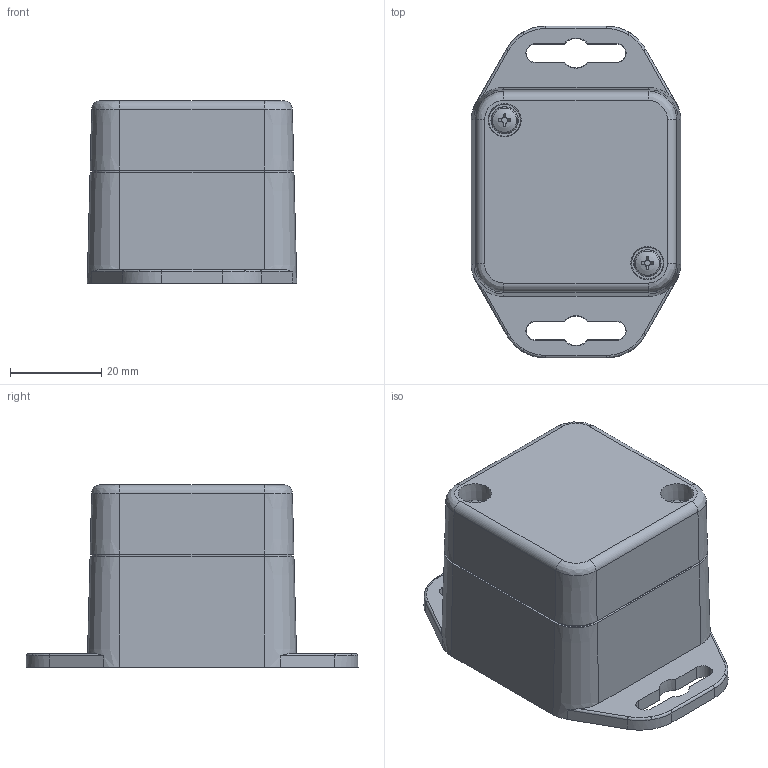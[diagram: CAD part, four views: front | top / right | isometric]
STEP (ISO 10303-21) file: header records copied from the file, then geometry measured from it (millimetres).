
FILE_DESCRIPTION(/* description */ (''),/* implementation_level */ '2;1');
FILE_NAME(/* name */ '2504596_3D.stp',/* time_stamp */ '2022-05-13T10:29:52+02:00',/* author */ ('haertel'),/* organization */ (''),/* preprocessor_version */ 'ST-DEVELOPER v18.1',/* originating_system */ 'Autodesk Inventor 2022',/* authorisation */ '');
FILE_SCHEMA (('AUTOMOTIVE_DESIGN { 1 0 10303 214 3 1 1 }'));
Length unit declared in the file: millimetre
Products named in the file (6): 2504596_3D; 2504596-UT_3D; 2504596-OT_3D; Gasket_1; GWDBU_Pencom_M3 - IN2304 - TMZ-M3-5.2; DIN 7985 M3x17x12
Assembly tree (7 placements, depth 2):
  2504596_3D
    2504596-UT_3D
    2504596-OT_3D
    Gasket_1
    GWDBU_Pencom_M3 - IN2304 - TMZ-M3-5.2  x2
    DIN 7985 M3x17x12  x2
Bounding box: 46.05 x 72.91 x 40.1 mm (x, y, z)
Volume: 34590.7 mm3; surface area: 26410.1 mm2
Topology: 7 solids, 7 shells, 868 faces, 1964 edges, 1138 vertices
Faces by surface type: plane 534, cone 162, bspline 96, cylinder 70, torus 4, sphere 2
Full cylindrical faces by diameter (mm): 1.976 x4, 2.189 x2, 2.5 x2, 2.635 x1, 2.665 x1, 2.75 x2, 3 x2, 3.458 x2, 3.65 x8, 3.656 x2, 3.851 x1, 3.88 x1
Entity records: 22466 total; most frequent: CARTESIAN_POINT 9246, ORIENTED_EDGE 2794, DIRECTION 2479, EDGE_CURVE 1397, AXIS2_PLACEMENT_3D 928, VERTEX_POINT 843, EDGE_LOOP 634, LINE 623
